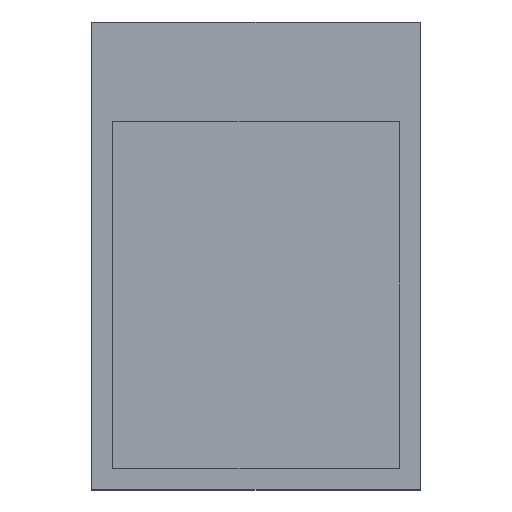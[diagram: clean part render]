
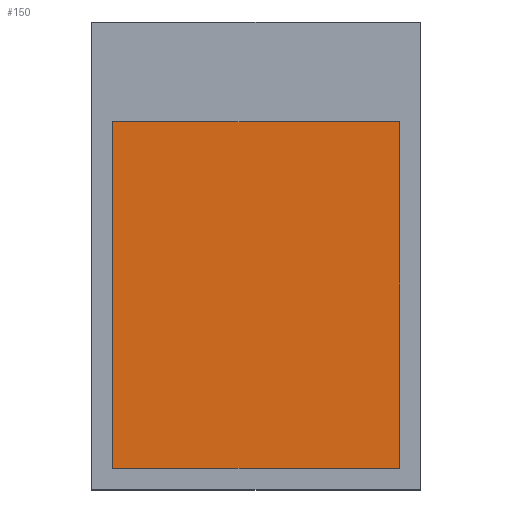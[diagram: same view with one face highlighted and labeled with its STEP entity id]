
A CAD part, top view. The second image highlights one B-rep face of the part: STEP entity #150.
In plain terms, the highlighted planar face has unit normal (0, 0, 1).
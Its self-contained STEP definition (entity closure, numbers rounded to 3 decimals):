
#137=AXIS2_PLACEMENT_3D('Plane Axis2P3D',#134,#135,#136) ;
#43=CARTESIAN_POINT('Vertex',(0.866,15.189,2.21)) ;
#57=CARTESIAN_POINT('Vertex',(0.866,0.889,2.21)) ;
#60=CARTESIAN_POINT('Line Origine',(0.866,8.039,2.21)) ;
#83=CARTESIAN_POINT('Vertex',(12.702,15.189,2.21)) ;
#91=CARTESIAN_POINT('Line Origine',(6.784,15.189,2.21)) ;
#119=CARTESIAN_POINT('Vertex',(12.702,0.889,2.21)) ;
#122=CARTESIAN_POINT('Line Origine',(6.784,0.889,2.21)) ;
#134=CARTESIAN_POINT('Axis2P3D Location',(0.,0.,2.21)) ;
#139=CARTESIAN_POINT('Line Origine',(12.702,8.039,2.21)) ;
#61=DIRECTION('Vector Direction',(0.,-1.,0.)) ;
#92=DIRECTION('Vector Direction',(1.,0.,0.)) ;
#123=DIRECTION('Vector Direction',(-1.,0.,0.)) ;
#135=DIRECTION('Axis2P3D Direction',(0.,0.,1.)) ;
#136=DIRECTION('Axis2P3D XDirection',(1.,0.,0.)) ;
#140=DIRECTION('Vector Direction',(0.,1.,0.)) ;
#62=VECTOR('Line Direction',#61,1.) ;
#93=VECTOR('Line Direction',#92,1.) ;
#124=VECTOR('Line Direction',#123,1.) ;
#141=VECTOR('Line Direction',#140,1.) ;
#145=ORIENTED_EDGE('',*,*,#64,.T.) ;
#146=ORIENTED_EDGE('',*,*,#126,.T.) ;
#147=ORIENTED_EDGE('',*,*,#143,.T.) ;
#148=ORIENTED_EDGE('',*,*,#95,.T.) ;
#150=ADVANCED_FACE('PartBody',(#149),#138,.T.) ;
#64=EDGE_CURVE('',#44,#58,#63,.T.) ;
#95=EDGE_CURVE('',#84,#44,#94,.F.) ;
#126=EDGE_CURVE('',#58,#120,#125,.F.) ;
#143=EDGE_CURVE('',#120,#84,#142,.T.) ;
#144=EDGE_LOOP('',(#145,#146,#147,#148)) ;
#149=FACE_OUTER_BOUND('',#144,.T.) ;
#63=LINE('Line',#60,#62) ;
#94=LINE('Line',#91,#93) ;
#125=LINE('Line',#122,#124) ;
#142=LINE('Line',#139,#141) ;
#138=PLANE('Plane',#137) ;
#44=VERTEX_POINT('',#43) ;
#58=VERTEX_POINT('',#57) ;
#84=VERTEX_POINT('',#83) ;
#120=VERTEX_POINT('',#119) ;
